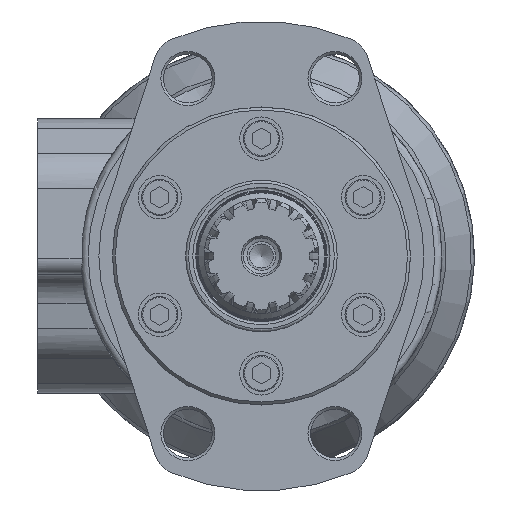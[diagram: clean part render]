
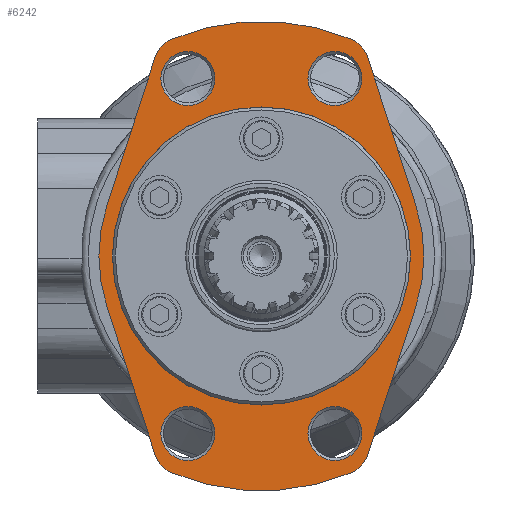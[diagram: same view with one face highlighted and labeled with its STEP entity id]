
A CAD part, left-side view. The second image highlights one B-rep face of the part: STEP entity #6242.
In plain terms, the highlighted planar face has unit normal (-1, 0, 0).
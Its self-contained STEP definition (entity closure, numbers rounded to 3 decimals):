
#665=LINE('',#10949,#935);
#668=LINE('',#10957,#938);
#674=LINE('',#10981,#944);
#678=LINE('',#10990,#948);
#935=VECTOR('',#8360,1000.);
#938=VECTOR('',#8369,1000.);
#944=VECTOR('',#8395,1000.);
#948=VECTOR('',#8405,1000.);
#2098=ORIENTED_EDGE('',*,*,#3310,.T.);
#2099=ORIENTED_EDGE('',*,*,#3311,.T.);
#2100=ORIENTED_EDGE('',*,*,#3312,.T.);
#2101=ORIENTED_EDGE('',*,*,#3313,.T.);
#2102=ORIENTED_EDGE('',*,*,#3314,.T.);
#2103=ORIENTED_EDGE('',*,*,#3276,.F.);
#2104=ORIENTED_EDGE('',*,*,#3304,.F.);
#2105=ORIENTED_EDGE('',*,*,#3302,.F.);
#2106=ORIENTED_EDGE('',*,*,#3299,.F.);
#2107=ORIENTED_EDGE('',*,*,#3296,.F.);
#2108=ORIENTED_EDGE('',*,*,#3293,.F.);
#2109=ORIENTED_EDGE('',*,*,#3290,.F.);
#2110=ORIENTED_EDGE('',*,*,#3287,.F.);
#2111=ORIENTED_EDGE('',*,*,#3285,.F.);
#2112=ORIENTED_EDGE('',*,*,#3283,.F.);
#2113=ORIENTED_EDGE('',*,*,#3281,.F.);
#2114=ORIENTED_EDGE('',*,*,#3279,.F.);
#3276=EDGE_CURVE('',#3987,#3988,#4480,.T.);
#3279=EDGE_CURVE('',#3988,#3989,#4481,.T.);
#3281=EDGE_CURVE('',#3989,#3990,#4482,.T.);
#3283=EDGE_CURVE('',#3990,#3991,#665,.T.);
#3285=EDGE_CURVE('',#3991,#3992,#4483,.T.);
#3287=EDGE_CURVE('',#3992,#3993,#668,.T.);
#3290=EDGE_CURVE('',#3993,#3995,#4484,.T.);
#3293=EDGE_CURVE('',#3995,#3997,#4486,.T.);
#3296=EDGE_CURVE('',#3997,#3999,#4488,.T.);
#3299=EDGE_CURVE('',#3999,#4001,#674,.T.);
#3302=EDGE_CURVE('',#4001,#4002,#4490,.T.);
#3304=EDGE_CURVE('',#4002,#3987,#678,.T.);
#3310=EDGE_CURVE('',#4007,#4007,#4495,.T.);
#3311=EDGE_CURVE('',#4008,#4008,#4496,.T.);
#3312=EDGE_CURVE('',#4009,#4009,#4497,.T.);
#3313=EDGE_CURVE('',#4010,#4010,#4498,.T.);
#3314=EDGE_CURVE('',#4011,#4011,#4499,.T.);
#3987=VERTEX_POINT('',#10936);
#3988=VERTEX_POINT('',#10937);
#3989=VERTEX_POINT('',#10942);
#3990=VERTEX_POINT('',#10946);
#3991=VERTEX_POINT('',#10950);
#3992=VERTEX_POINT('',#10954);
#3993=VERTEX_POINT('',#10958);
#3995=VERTEX_POINT('',#10964);
#3997=VERTEX_POINT('',#10970);
#3999=VERTEX_POINT('',#10976);
#4001=VERTEX_POINT('',#10982);
#4002=VERTEX_POINT('',#10987);
#4007=VERTEX_POINT('',#11003);
#4008=VERTEX_POINT('',#11005);
#4009=VERTEX_POINT('',#11007);
#4010=VERTEX_POINT('',#11009);
#4011=VERTEX_POINT('',#11011);
#4480=CIRCLE('',#6976,8.);
#4481=CIRCLE('',#6978,65.);
#4482=CIRCLE('',#6980,8.);
#4483=CIRCLE('',#6983,45.);
#4484=CIRCLE('',#6986,8.);
#4486=CIRCLE('',#6989,65.);
#4488=CIRCLE('',#6992,8.);
#4490=CIRCLE('',#6996,45.);
#4495=CIRCLE('',#7004,41.275);
#4496=CIRCLE('',#7005,7.48);
#4497=CIRCLE('',#7006,7.48);
#4498=CIRCLE('',#7007,7.48);
#4499=CIRCLE('',#7008,7.48);
#4934=EDGE_LOOP('',(#2098));
#4935=EDGE_LOOP('',(#2099));
#4936=EDGE_LOOP('',(#2100));
#4937=EDGE_LOOP('',(#2101));
#4938=EDGE_LOOP('',(#2102));
#4939=EDGE_LOOP('',(#2103,#2104,#2105,#2106,#2107,#2108,#2109,#2110,#2111,
#2112,#2113,#2114));
#5573=FACE_BOUND('',#4934,.T.);
#5574=FACE_BOUND('',#4935,.T.);
#5575=FACE_BOUND('',#4936,.T.);
#5576=FACE_BOUND('',#4937,.T.);
#5577=FACE_BOUND('',#4938,.T.);
#5578=FACE_BOUND('',#4939,.T.);
#5953=PLANE('',#7003);
#6242=ADVANCED_FACE('',(#5573,#5574,#5575,#5576,#5577,#5578),#5953,.F.);
#6976=AXIS2_PLACEMENT_3D('',#10935,#8344,#8345);
#6978=AXIS2_PLACEMENT_3D('',#10941,#8350,#8351);
#6980=AXIS2_PLACEMENT_3D('',#10945,#8355,#8356);
#6983=AXIS2_PLACEMENT_3D('',#10953,#8364,#8365);
#6986=AXIS2_PLACEMENT_3D('',#10963,#8374,#8375);
#6989=AXIS2_PLACEMENT_3D('',#10969,#8381,#8382);
#6992=AXIS2_PLACEMENT_3D('',#10975,#8388,#8389);
#6996=AXIS2_PLACEMENT_3D('',#10986,#8400,#8401);
#7003=AXIS2_PLACEMENT_3D('',#11001,#8417,#8418);
#7004=AXIS2_PLACEMENT_3D('',#11002,#8419,#8420);
#7005=AXIS2_PLACEMENT_3D('',#11004,#8421,#8422);
#7006=AXIS2_PLACEMENT_3D('',#11006,#8423,#8424);
#7007=AXIS2_PLACEMENT_3D('',#11008,#8425,#8426);
#7008=AXIS2_PLACEMENT_3D('',#11010,#8427,#8428);
#8344=DIRECTION('',(1.,0.,0.));
#8345=DIRECTION('',(0.,0.,-1.));
#8350=DIRECTION('',(1.,0.,0.));
#8351=DIRECTION('',(0.,0.,-1.));
#8355=DIRECTION('',(1.,0.,0.));
#8356=DIRECTION('',(0.,0.,-1.));
#8360=DIRECTION('',(0.,-0.309,-0.951));
#8364=DIRECTION('',(1.,0.,0.));
#8365=DIRECTION('',(0.,0.,-1.));
#8369=DIRECTION('',(0.,0.309,-0.951));
#8374=DIRECTION('',(1.,0.,0.));
#8375=DIRECTION('',(0.,0.,-1.));
#8381=DIRECTION('',(1.,0.,0.));
#8382=DIRECTION('',(0.,0.,-1.));
#8388=DIRECTION('',(1.,0.,0.));
#8389=DIRECTION('',(0.,0.,-1.));
#8395=DIRECTION('',(0.,0.309,0.951));
#8400=DIRECTION('',(1.,0.,0.));
#8401=DIRECTION('',(0.,0.,-1.));
#8405=DIRECTION('',(0.,-0.309,0.951));
#8417=DIRECTION('',(1.,0.,0.));
#8418=DIRECTION('',(0.,0.,-1.));
#8419=DIRECTION('',(1.,0.,0.));
#8420=DIRECTION('',(0.,0.,-1.));
#8421=DIRECTION('',(1.,0.,0.));
#8422=DIRECTION('',(0.,0.,-1.));
#8423=DIRECTION('',(1.,0.,0.));
#8424=DIRECTION('',(0.,0.,-1.));
#8425=DIRECTION('',(1.,0.,0.));
#8426=DIRECTION('',(0.,0.,-1.));
#8427=DIRECTION('',(1.,0.,0.));
#8428=DIRECTION('',(0.,0.,-1.));
#10935=CARTESIAN_POINT('',(0.,21.79,52.67));
#10936=CARTESIAN_POINT('',(0.,29.399,55.143));
#10937=CARTESIAN_POINT('',(0.,24.849,60.063));
#10941=CARTESIAN_POINT('',(0.,0.,0.));
#10942=CARTESIAN_POINT('',(0.,-24.849,60.063));
#10945=CARTESIAN_POINT('',(0.,-21.79,52.67));
#10946=CARTESIAN_POINT('',(0.,-29.399,55.143));
#10949=CARTESIAN_POINT('',(0.,-29.399,55.143));
#10950=CARTESIAN_POINT('',(0.,-42.798,13.906));
#10953=CARTESIAN_POINT('',(0.,0.,0.));
#10954=CARTESIAN_POINT('',(0.,-42.798,-13.906));
#10957=CARTESIAN_POINT('',(0.,-42.798,-13.906));
#10958=CARTESIAN_POINT('',(0.,-29.399,-55.143));
#10963=CARTESIAN_POINT('',(0.,-21.79,-52.67));
#10964=CARTESIAN_POINT('',(0.,-24.849,-60.063));
#10969=CARTESIAN_POINT('',(0.,0.,0.));
#10970=CARTESIAN_POINT('',(0.,24.849,-60.063));
#10975=CARTESIAN_POINT('',(0.,21.79,-52.67));
#10976=CARTESIAN_POINT('',(0.,29.399,-55.143));
#10981=CARTESIAN_POINT('',(0.,29.399,-55.143));
#10982=CARTESIAN_POINT('',(0.,42.798,-13.906));
#10986=CARTESIAN_POINT('',(0.,0.,0.));
#10987=CARTESIAN_POINT('',(0.,42.798,13.906));
#10990=CARTESIAN_POINT('',(0.,42.798,13.906));
#11001=CARTESIAN_POINT('',(0.,21.79,52.67));
#11002=CARTESIAN_POINT('',(0.,0.,0.));
#11003=CARTESIAN_POINT('',(0.,0.,-41.275));
#11004=CARTESIAN_POINT('',(0.,-20.359,-49.15));
#11005=CARTESIAN_POINT('',(0.,-20.359,-56.63));
#11006=CARTESIAN_POINT('',(0.,20.359,49.15));
#11007=CARTESIAN_POINT('',(0.,20.359,41.67));
#11008=CARTESIAN_POINT('',(0.,-20.359,49.15));
#11009=CARTESIAN_POINT('',(0.,-20.359,41.67));
#11010=CARTESIAN_POINT('',(0.,20.359,-49.15));
#11011=CARTESIAN_POINT('',(0.,20.359,-56.63));
